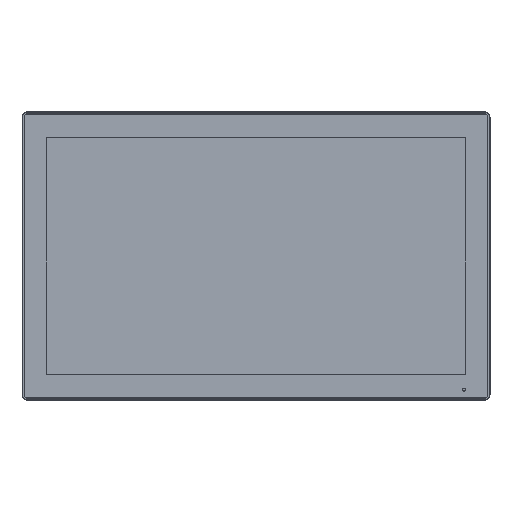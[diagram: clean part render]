
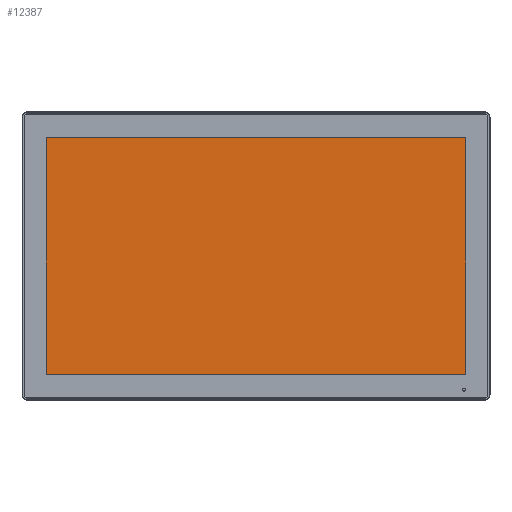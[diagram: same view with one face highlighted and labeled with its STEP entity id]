
A CAD part, top view. The second image highlights one B-rep face of the part: STEP entity #12387.
In plain terms, the highlighted planar face has unit normal (0, 0, 1).
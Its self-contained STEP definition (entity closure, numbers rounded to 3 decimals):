
#902 = DIRECTION ( 'NONE',  ( 0., 1., 0. ) ) ;
#1923 = CARTESIAN_POINT ( 'NONE',  ( 205.4, -115.7, 5.7 ) ) ;
#2061 = VERTEX_POINT ( 'NONE', #1923 ) ;
#2230 = CARTESIAN_POINT ( 'NONE',  ( -205.4, 115.7, 5.7 ) ) ;
#2473 = VECTOR ( 'NONE', #43312, 1000. ) ;
#4682 = EDGE_CURVE ( 'NONE', #2061, #77059, #13315, .T. ) ;
#7731 = EDGE_CURVE ( 'NONE', #77059, #43598, #67751, .T. ) ;
#7786 = CARTESIAN_POINT ( 'NONE',  ( -205.4, -115.7, 5.7 ) ) ;
#7838 = EDGE_CURVE ( 'NONE', #15631, #2061, #37856, .T. ) ;
#12387 = ADVANCED_FACE ( 'NONE', ( #15792 ), #22787, .T. ) ;
#12644 = CARTESIAN_POINT ( 'NONE',  ( 205.4, -115.7, 5.7 ) ) ;
#13054 = DIRECTION ( 'NONE',  ( 1., 0., 0. ) ) ;
#13315 = LINE ( 'NONE', #12644, #74836 ) ;
#14676 = ORIENTED_EDGE ( 'NONE', *, *, #4682, .T. ) ;
#15285 = EDGE_LOOP ( 'NONE', ( #34848, #14676, #43176, #71710 ) ) ;
#15631 = VERTEX_POINT ( 'NONE', #55472 ) ;
#15792 = FACE_OUTER_BOUND ( 'NONE', #15285, .T. ) ;
#19039 = VECTOR ( 'NONE', #44238, 1000. ) ;
#19431 = EDGE_CURVE ( 'NONE', #43598, #15631, #66591, .T. ) ;
#22787 = PLANE ( 'NONE',  #46212 ) ;
#30194 = CARTESIAN_POINT ( 'NONE',  ( 205.4, 115.7, 5.7 ) ) ;
#34848 = ORIENTED_EDGE ( 'NONE', *, *, #7838, .T. ) ;
#37856 = LINE ( 'NONE', #7786, #65850 ) ;
#40939 = CARTESIAN_POINT ( 'NONE',  ( -205.4, 115.7, 5.7 ) ) ;
#42790 = CARTESIAN_POINT ( 'NONE',  ( 205.4, 115.7, 5.7 ) ) ;
#43176 = ORIENTED_EDGE ( 'NONE', *, *, #7731, .T. ) ;
#43312 = DIRECTION ( 'NONE',  ( -1., 0., 0. ) ) ;
#43598 = VERTEX_POINT ( 'NONE', #40939 ) ;
#44238 = DIRECTION ( 'NONE',  ( 0., -1., 0. ) ) ;
#46212 = AXIS2_PLACEMENT_3D ( 'NONE', #53234, #70156, #65212 ) ;
#53234 = CARTESIAN_POINT ( 'NONE',  ( 0., 0., 5.7 ) ) ;
#55472 = CARTESIAN_POINT ( 'NONE',  ( -205.4, -115.7, 5.7 ) ) ;
#65212 = DIRECTION ( 'NONE',  ( 1., 0., 0. ) ) ;
#65850 = VECTOR ( 'NONE', #13054, 1000. ) ;
#66591 = LINE ( 'NONE', #2230, #19039 ) ;
#67751 = LINE ( 'NONE', #42790, #2473 ) ;
#70156 = DIRECTION ( 'NONE',  ( 0., 0., 1. ) ) ;
#71710 = ORIENTED_EDGE ( 'NONE', *, *, #19431, .T. ) ;
#74836 = VECTOR ( 'NONE', #902, 1000. ) ;
#77059 = VERTEX_POINT ( 'NONE', #30194 ) ;
